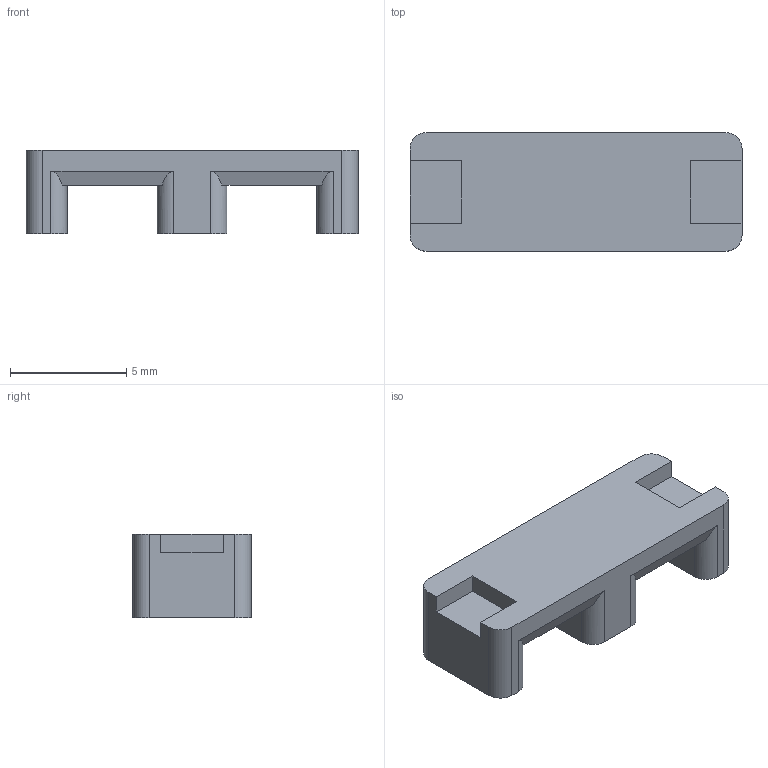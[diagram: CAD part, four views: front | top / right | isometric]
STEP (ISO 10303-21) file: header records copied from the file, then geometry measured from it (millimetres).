
FILE_DESCRIPTION((''),'2;1');
FILE_NAME('CORE_FERROXCUBE_E14-3.5-5-R.stp','2011-01-26T16:30:12',(''),(''),'Mechanical Desktop 2011','Mechanical Desktop 2011',', , ');
FILE_SCHEMA(('AUTOMOTIVE_DESIGN { 1 2 10303 214 1 1 1 1 }'));
Length unit declared in the file: millimetre
Products named in the file (1): Product
Bounding box: 14.3 x 5.1 x 3.6 mm (x, y, z)
Volume: 165.6 mm3; surface area: 289.7 mm2
Topology: 1 solids, 1 shells, 38 faces, 108 edges, 72 vertices
Faces by surface type: plane 18, cylinder 12, bspline 8
Entity records: 1289 total; most frequent: CARTESIAN_POINT 243, ORIENTED_EDGE 216, DIRECTION 202, EDGE_CURVE 108, VECTOR 76, LINE 76, VERTEX_POINT 72, AXIS2_PLACEMENT_3D 63
